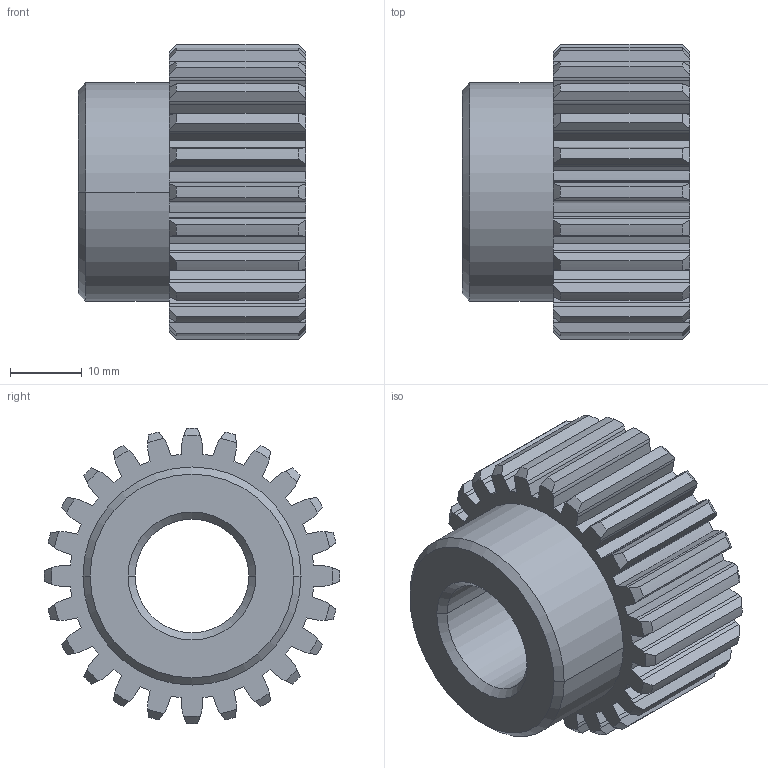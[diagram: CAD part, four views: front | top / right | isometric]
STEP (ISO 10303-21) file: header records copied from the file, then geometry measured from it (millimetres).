
FILE_DESCRIPTION((''),'2;1');
FILE_NAME('SD16-24Q','2016-04-06T',('Administrator'),(''),'PRO/ENGINEER BY PARAMETRIC TECHNOLOGY CORPORATION, 2010480','PRO/ENGINEER BY PARAMETRIC TECHNOLOGY CORPORATION, 2010480','');
FILE_SCHEMA(('CONFIG_CONTROL_DESIGN'));
Length unit declared in the file: millimetre
Products named in the file (1): SD16-24Q
Bounding box: 31.75 x 41.27 x 41.27 mm (x, y, z)
Volume: 24446 mm3; surface area: 9253.9 mm2
Topology: 1 solids, 1 shells, 253 faces, 744 edges, 494 vertices
Faces by surface type: cylinder 100, plane 99, cone 54
Entity records: 8754 total; most frequent: CARTESIAN_POINT 1911, ORIENTED_EDGE 1488, DIRECTION 1408, EDGE_CURVE 744, AXIS2_PLACEMENT_3D 507, VERTEX_POINT 494, VECTOR 394, LINE 394
